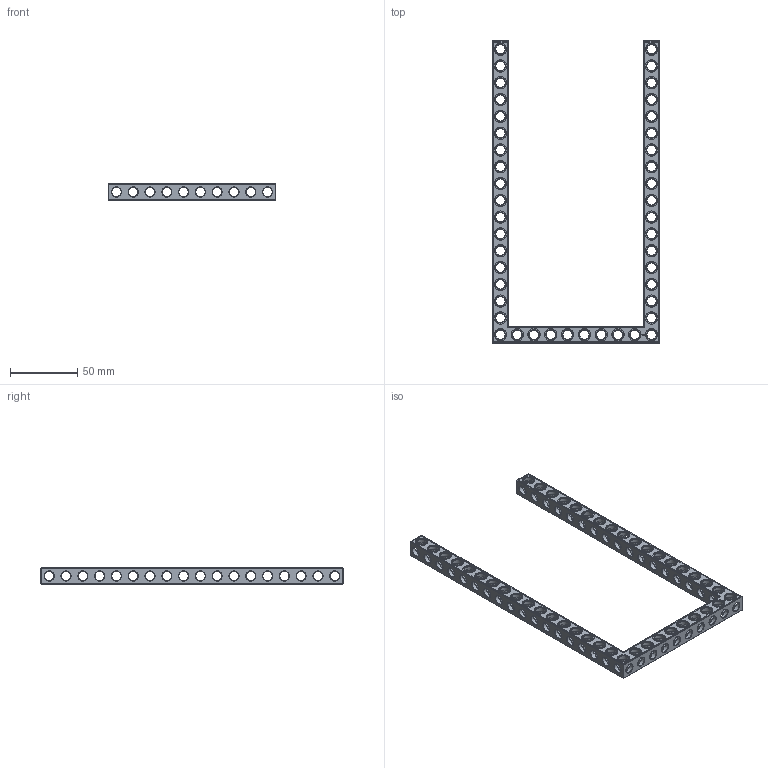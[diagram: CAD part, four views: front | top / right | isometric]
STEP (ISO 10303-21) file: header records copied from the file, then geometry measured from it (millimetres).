
FILE_DESCRIPTION(('FreeCAD Model'),'2;1');
FILE_NAME('Open CASCADE Shape Model','2022-02-26T09:10:17',('Author'),( ''),'Open CASCADE STEP processor 7.5','FreeCAD','Unknown');
FILE_SCHEMA(('AUTOMOTIVE_DESIGN { 1 0 10303 214 1 1 1 1 }'));
Products named in the file (1): Beam AGD ESS USH SYM BU10x18x01 - SPN-BEM-0458 (stemfie.org)
Bounding box: 125 x 225 x 12.5 mm (x, y, z)
Volume: 43001 mm3; surface area: 38357.2 mm2
Topology: 1 solids, 1 shells, 1026 faces, 3143 edges, 2022 vertices
Faces by surface type: plane 425, cylinder 265, cone 178, extrusion 158
Full cylindrical faces by diameter (mm): 6.98 x38, 7 x183, 9.2 x44
Entity records: 254676 total; most frequent: CARTESIAN_POINT 196352, DIRECTION 9379, ORIENTED_EDGE 6286, PCURVE 6286, DEFINITIONAL_REPRESENTATION 6286, VECTOR 5743, LINE 5585, EDGE_CURVE 3143
